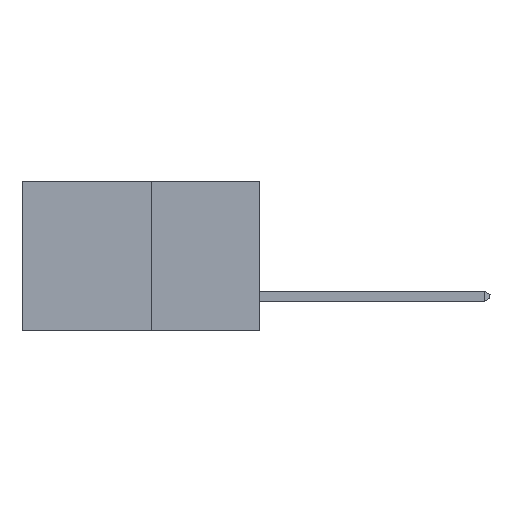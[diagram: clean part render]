
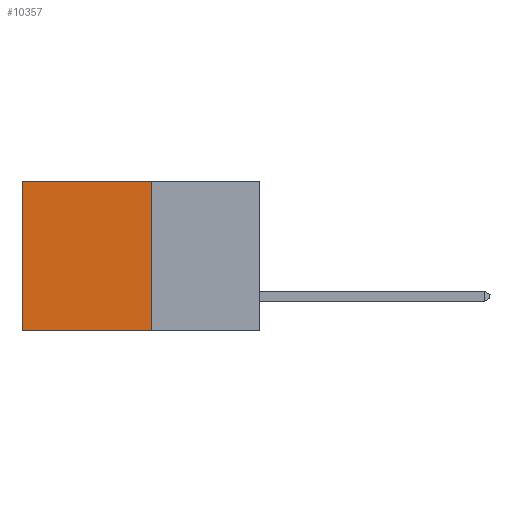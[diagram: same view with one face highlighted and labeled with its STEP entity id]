
A CAD part, left-side view. The second image highlights one B-rep face of the part: STEP entity #10357.
In plain terms, the highlighted planar face has unit normal (-1, 0, 0).
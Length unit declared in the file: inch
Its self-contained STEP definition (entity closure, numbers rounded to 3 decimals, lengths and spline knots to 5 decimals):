
#348 = DIRECTION ( 'NONE',  ( 1., 0., 0. ) ) ;
#574 = DIRECTION ( 'NONE',  ( 0., 1., 0. ) ) ;
#661 = CARTESIAN_POINT ( 'NONE',  ( 0.277, 0.59, -0.37 ) ) ;
#1037 = EDGE_CURVE ( 'NONE', #11042, #8636, #13142, .T. ) ;
#1464 = VERTEX_POINT ( 'NONE', #12679 ) ;
#2109 = VECTOR ( 'NONE', #14888, 39.37008 ) ;
#3561 = FACE_OUTER_BOUND ( 'NONE', #4330, .T. ) ;
#4330 = EDGE_LOOP ( 'NONE', ( #16473, #9881, #18515, #16190 ) ) ;
#4479 = EDGE_CURVE ( 'NONE', #1464, #11042, #7088, .T. ) ;
#4502 = EDGE_CURVE ( 'NONE', #1464, #10084, #10470, .T. ) ;
#5323 = PLANE ( 'NONE',  #16729 ) ;
#6283 = CARTESIAN_POINT ( 'NONE',  ( 0.277, 0.59, 0. ) ) ;
#6647 = CARTESIAN_POINT ( 'NONE',  ( 0.277, 0.27, 0. ) ) ;
#7088 = LINE ( 'NONE', #12374, #2109 ) ;
#7791 = DIRECTION ( 'NONE',  ( 0., 0., -1. ) ) ;
#8636 = VERTEX_POINT ( 'NONE', #661 ) ;
#8780 = VECTOR ( 'NONE', #14594, 39.37008 ) ;
#9192 = EDGE_CURVE ( 'NONE', #10084, #8636, #13712, .T. ) ;
#9199 = CARTESIAN_POINT ( 'NONE',  ( 0.277, 0.59, -0.37 ) ) ;
#9388 = VECTOR ( 'NONE', #7791, 39.37008 ) ;
#9881 = ORIENTED_EDGE ( 'NONE', *, *, #1037, .F. ) ;
#10084 = VERTEX_POINT ( 'NONE', #6283 ) ;
#10346 = CARTESIAN_POINT ( 'NONE',  ( 0.277, 0.27, -0.37 ) ) ;
#10357 = ADVANCED_FACE ( 'NONE', ( #3561 ), #5323, .F. ) ;
#10470 = LINE ( 'NONE', #6647, #18590 ) ;
#11042 = VERTEX_POINT ( 'NONE', #13722 ) ;
#12015 = DIRECTION ( 'NONE',  ( 0., 0., -1. ) ) ;
#12374 = CARTESIAN_POINT ( 'NONE',  ( 0.277, 0.27, -0.37 ) ) ;
#12679 = CARTESIAN_POINT ( 'NONE',  ( 0.277, 0.27, 0. ) ) ;
#13142 = LINE ( 'NONE', #14102, #8780 ) ;
#13712 = LINE ( 'NONE', #9199, #9388 ) ;
#13722 = CARTESIAN_POINT ( 'NONE',  ( 0.277, 0.27, -0.37 ) ) ;
#14102 = CARTESIAN_POINT ( 'NONE',  ( 0.277, 0.27, -0.37 ) ) ;
#14594 = DIRECTION ( 'NONE',  ( 0., 1., 0. ) ) ;
#14888 = DIRECTION ( 'NONE',  ( 0., 0., -1. ) ) ;
#16190 = ORIENTED_EDGE ( 'NONE', *, *, #4502, .T. ) ;
#16473 = ORIENTED_EDGE ( 'NONE', *, *, #9192, .T. ) ;
#16729 = AXIS2_PLACEMENT_3D ( 'NONE', #10346, #348, #12015 ) ;
#18515 = ORIENTED_EDGE ( 'NONE', *, *, #4479, .F. ) ;
#18590 = VECTOR ( 'NONE', #574, 39.37008 ) ;
